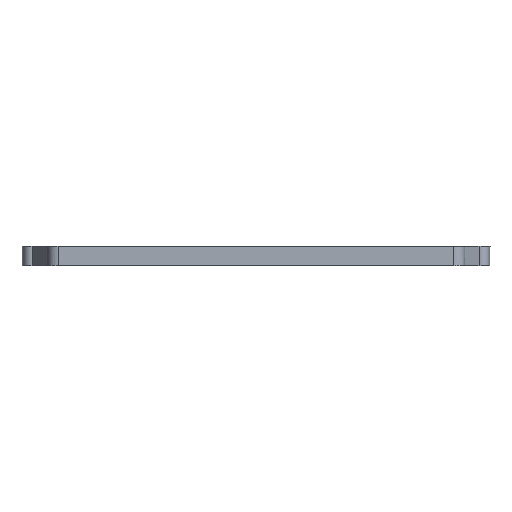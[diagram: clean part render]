
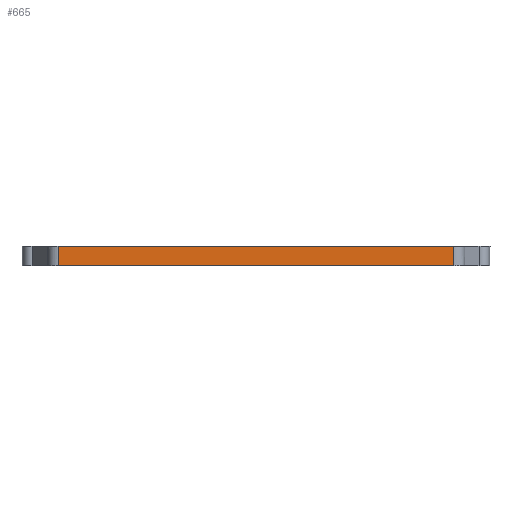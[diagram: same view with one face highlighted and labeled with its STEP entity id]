
A CAD part, front view. The second image highlights one B-rep face of the part: STEP entity #665.
In plain terms, the highlighted free-form (B-spline) face has degree [1, 1] with [2, 2] control points.
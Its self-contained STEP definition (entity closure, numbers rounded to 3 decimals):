
#613=CARTESIAN_POINT('',(62.41,37.731,0.));
#614=VERTEX_POINT('',#613);
#622=CARTESIAN_POINT('',(62.41,37.731,1.8));
#623=VERTEX_POINT('',#622);
#630=CARTESIAN_POINT('',(62.41,37.731,1.8));
#631=CARTESIAN_POINT('',(62.41,37.731,0.));
#632=B_SPLINE_CURVE_WITH_KNOTS('',1,(#630,#631),.POLYLINE_FORM.,.F.,.U.,(2,2),(0.,1.),.UNSPECIFIED.);
#633=EDGE_CURVE('',#623,#614,#632,.T.);
#638=CARTESIAN_POINT('',(62.433,37.731,-17.023));
#639=CARTESIAN_POINT('',(26.586,37.731,-17.023));
#640=CARTESIAN_POINT('',(62.433,37.731,18.823));
#641=CARTESIAN_POINT('',(26.586,37.731,18.823));
#642=B_SPLINE_SURFACE_WITH_KNOTS('',1,1,((#638,#639),(#640,#641)),.PLANE_SURF.,.F.,.F.,.U.,(2,2),(2,2),(0.,1.),(0.,1.),.UNSPECIFIED.);
#643=CARTESIAN_POINT('',(26.608,37.731,0.));
#644=VERTEX_POINT('',#643);
#645=CARTESIAN_POINT('',(26.608,37.731,0.));
#646=CARTESIAN_POINT('',(62.41,37.731,0.));
#647=B_SPLINE_CURVE_WITH_KNOTS('',1,(#645,#646),.POLYLINE_FORM.,.F.,.U.,(2,2),(0.,1.),.UNSPECIFIED.);
#648=EDGE_CURVE('',#644,#614,#647,.T.);
#649=ORIENTED_EDGE('',*,*,#648,.T.);
#650=ORIENTED_EDGE('',*,*,#633,.F.);
#651=CARTESIAN_POINT('',(26.608,37.731,1.8));
#652=VERTEX_POINT('',#651);
#653=CARTESIAN_POINT('',(62.41,37.731,1.8));
#654=CARTESIAN_POINT('',(26.608,37.731,1.8));
#655=B_SPLINE_CURVE_WITH_KNOTS('',1,(#653,#654),.POLYLINE_FORM.,.F.,.U.,(2,2),(0.,1.),.UNSPECIFIED.);
#656=EDGE_CURVE('',#623,#652,#655,.T.);
#657=ORIENTED_EDGE('',*,*,#656,.T.);
#658=CARTESIAN_POINT('',(26.608,37.731,1.8));
#659=CARTESIAN_POINT('',(26.608,37.731,0.));
#660=B_SPLINE_CURVE_WITH_KNOTS('',1,(#658,#659),.POLYLINE_FORM.,.F.,.U.,(2,2),(0.,1.),.UNSPECIFIED.);
#661=EDGE_CURVE('',#652,#644,#660,.T.);
#662=ORIENTED_EDGE('',*,*,#661,.T.);
#663=EDGE_LOOP('',(#649,#650,#657,#662));
#664=FACE_OUTER_BOUND('',#663,.T.);
#665=ADVANCED_FACE('',(#664),#642,.T.);
